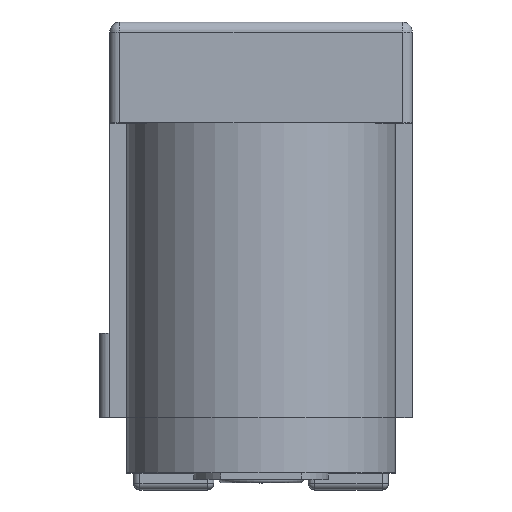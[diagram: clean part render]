
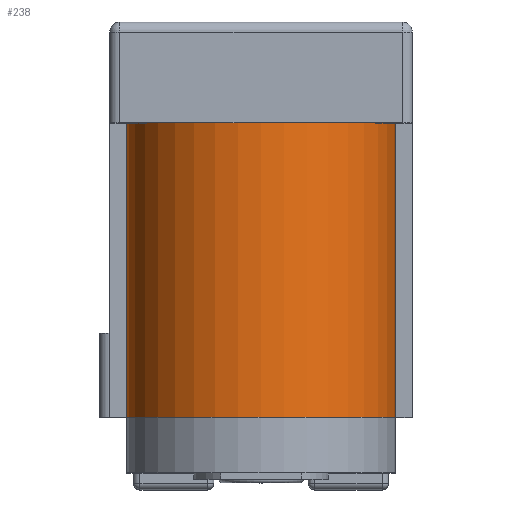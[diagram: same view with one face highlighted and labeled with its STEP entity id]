
A CAD part, top view. The second image highlights one B-rep face of the part: STEP entity #238.
In plain terms, the highlighted cylindrical face has radius 4 mm (diameter 8 mm), a partial arc.
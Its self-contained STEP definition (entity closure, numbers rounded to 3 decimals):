
#238=ADVANCED_FACE('',(#2246),#2248,.T.);
#2246=FACE_BOUND('',#2247,.T.);
#2247=EDGE_LOOP('',(#4183,#4184,#4185,#4186));
#2248=CYLINDRICAL_SURFACE('',#2249,4.);
#2249=AXIS2_PLACEMENT_3D('',#2250,#2251,#2252);
#2250=CARTESIAN_POINT('',(0.,4.5,6.5));
#2251=DIRECTION('',(0.,1.,0.));
#2252=DIRECTION('',(-1.,0.,0.));
#4183=ORIENTED_EDGE('',*,*,#5124,.F.);
#4184=ORIENTED_EDGE('',*,*,#5179,.F.);
#4185=ORIENTED_EDGE('',*,*,#5180,.F.);
#4186=ORIENTED_EDGE('',*,*,#5181,.T.);
#5124=EDGE_CURVE('',#5653,#5655,#5656,.F.);
#5179=EDGE_CURVE('',#5750,#5653,#5752,.T.);
#5180=EDGE_CURVE('',#5753,#5750,#5754,.T.);
#5181=EDGE_CURVE('',#5753,#5655,#5755,.T.);
#5653=VERTEX_POINT('',#6533);
#5655=VERTEX_POINT('',#6537);
#5656=CIRCLE('',#6538,4.);
#5750=VERTEX_POINT('',#6743);
#5752=LINE('',#6747,#6748);
#5753=VERTEX_POINT('',#6750);
#5754=CIRCLE('',#6751,4.);
#5755=LINE('',#6755,#6756);
#6533=CARTESIAN_POINT('',(4.,-4.25,6.5));
#6537=CARTESIAN_POINT('',(-4.,-4.25,6.5));
#6538=AXIS2_PLACEMENT_3D('',#6539,#6540,#6541);
#6539=CARTESIAN_POINT('',(0.,-4.25,6.5));
#6540=DIRECTION('',(0.,1.,0.));
#6541=DIRECTION('',(-1.,0.,0.));
#6743=CARTESIAN_POINT('',(4.,4.5,6.5));
#6747=CARTESIAN_POINT('',(4.,4.5,6.5));
#6748=VECTOR('',#6749,1.);
#6749=DIRECTION('',(0.,-1.,0.));
#6750=CARTESIAN_POINT('',(-4.,4.5,6.5));
#6751=AXIS2_PLACEMENT_3D('',#6752,#6753,#6754);
#6752=CARTESIAN_POINT('',(0.,4.5,6.5));
#6753=DIRECTION('',(0.,1.,0.));
#6754=DIRECTION('',(-1.,0.,0.));
#6755=CARTESIAN_POINT('',(-4.,4.5,6.5));
#6756=VECTOR('',#6757,1.);
#6757=DIRECTION('',(0.,-1.,0.));
